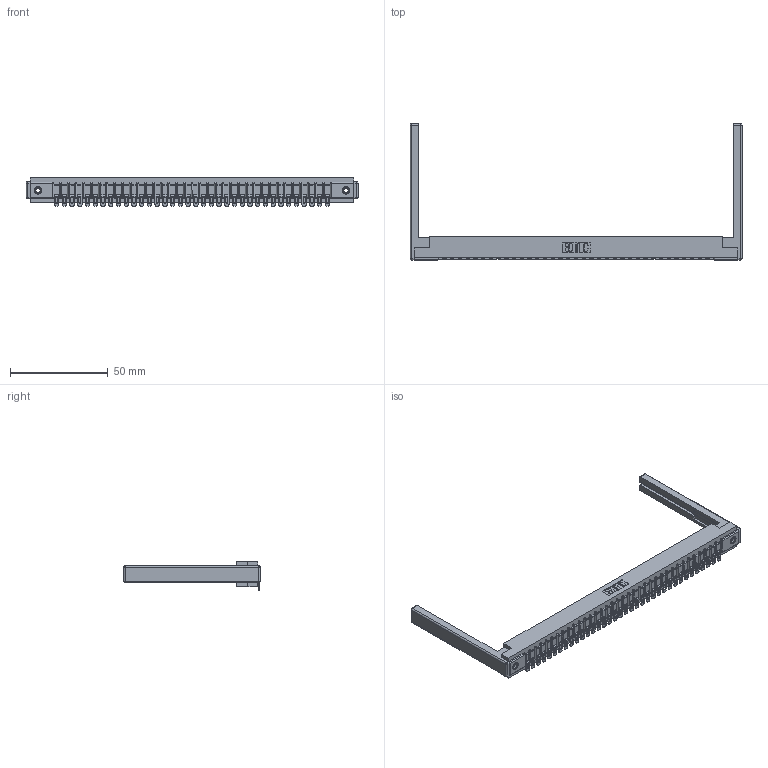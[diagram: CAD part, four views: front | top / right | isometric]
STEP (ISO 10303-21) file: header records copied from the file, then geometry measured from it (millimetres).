
FILE_DESCRIPTION (( 'STEP AP203' ), '1' );
FILE_NAME ('307-036-454-168.STEP', '2020-09-29T02:40:26', ( '' ), ( '' ), 'SwSTEP 2.0', 'SolidWorks 2020', '' );
FILE_SCHEMA (( 'CONFIG_CONTROL_DESIGN' ));
Length unit declared in the file: inch
Products named in the file (5): 307 Part_.156 Dia Mounting Holes; 307-290-002_554; 345-250-001_345-250-001-102; 307-036-454-168; 307-220-068
Assembly tree (41 placements, depth 2):
  307-036-454-168
    307 Part_.156 Dia Mounting Holes
    307-290-002_554  x36
    307-220-068  x2
    345-250-001_345-250-001-102  x2
Bounding box: 170.08 x 69.98 x 14.52 mm (x, y, z)
Volume: 22546.4 mm3; surface area: 26813 mm2
Topology: 41 solids, 41 shells, 3225 faces, 9821 edges, 6426 vertices
Faces by surface type: plane 1814, cylinder 1313, sphere 82, cone 12, torus 4
Entity records: 35326 total; most frequent: CARTESIAN_POINT 5923, ORIENTED_EDGE 5902, DIRECTION 5781, EDGE_CURVE 2951, VECTOR 2249, LINE 2249, VERTEX_POINT 1908, AXIS2_PLACEMENT_3D 1766
